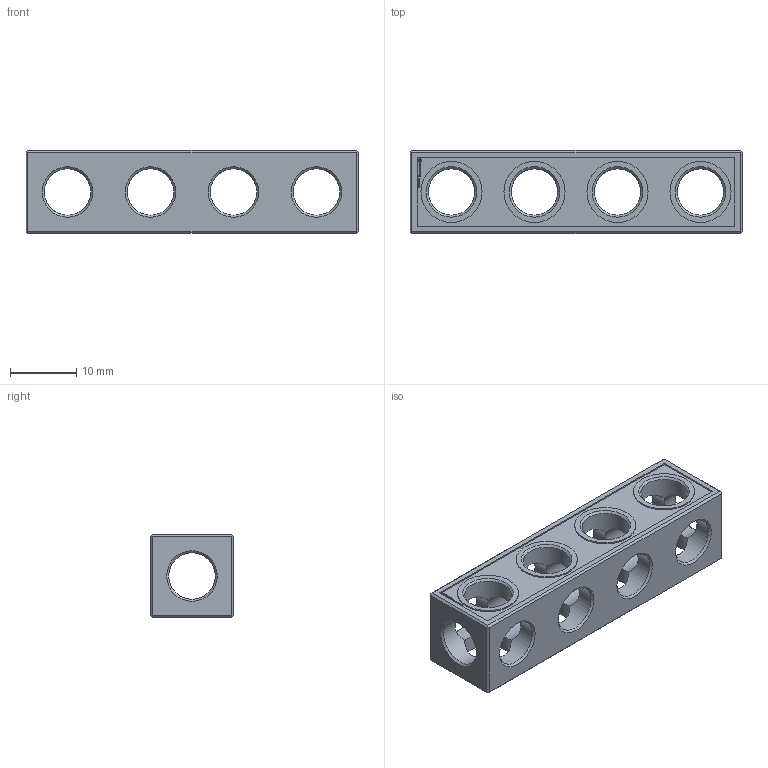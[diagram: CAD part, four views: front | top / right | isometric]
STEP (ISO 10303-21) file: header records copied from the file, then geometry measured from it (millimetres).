
FILE_DESCRIPTION(('FreeCAD Model'),'2;1');
FILE_NAME('Open CASCADE Shape Model','2021-05-23T21:57:09',( 'Paulo Kiefe'),('STEMFIE.org'),'Open CASCADE STEP processor 7.4', 'FreeCAD','Unknown');
FILE_SCHEMA(('AUTOMOTIVE_DESIGN { 1 0 10303 214 1 1 1 1 }'));
Length unit declared in the file: millimetre
Products named in the file (1): Beam_STR_ESS_BU04x01x01_-_SPN-BEM-0041_(stemfie.org)
Bounding box: 50 x 12.5 x 12.5 mm (x, y, z)
Volume: 3903.2 mm3; surface area: 3682.5 mm2
Topology: 1 solids, 1 shells, 480 faces, 1366 edges, 910 vertices
Faces by surface type: plane 351, extrusion 86, cylinder 25, cone 18
Full cylindrical faces by diameter (mm): 7 x21, 9.2 x4
Entity records: 39183 total; most frequent: CARTESIAN_POINT 12621, DIRECTION 4511, VECTOR 3444, LINE 3358, ORIENTED_EDGE 2732, PCURVE 2732, DEFINITIONAL_REPRESENTATION 2732, EDGE_CURVE 1366
